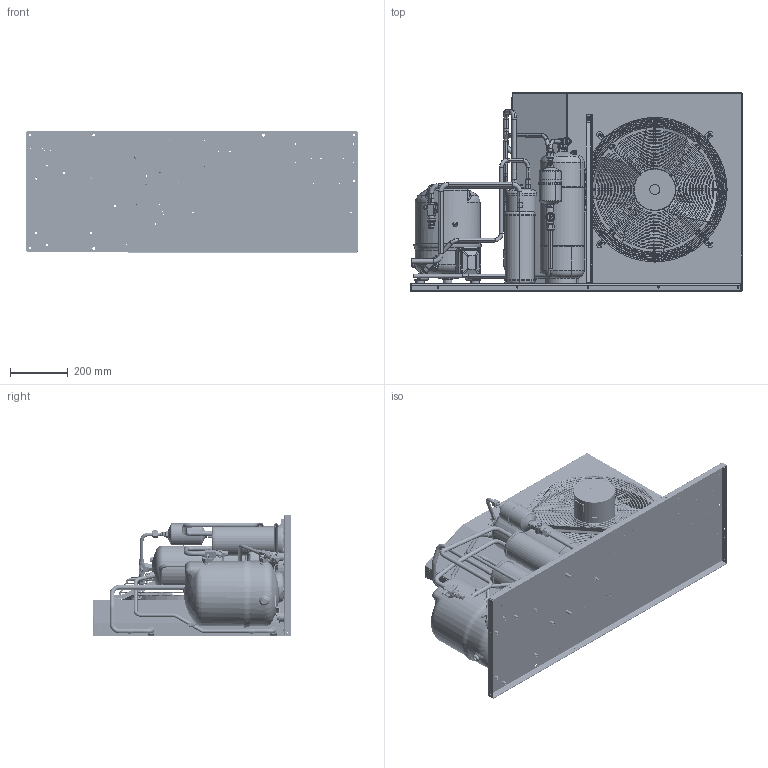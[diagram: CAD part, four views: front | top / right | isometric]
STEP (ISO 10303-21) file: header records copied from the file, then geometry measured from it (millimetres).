
FILE_DESCRIPTION (( 'STEP AP214' ), '1' );
FILE_NAME ('HJM040D.STEP', '2016-06-16T12:49:41', ( '' ), ( '' ), 'SwSTEP 2.0', 'SolidWorks 2014', '' );
FILE_SCHEMA (( 'AUTOMOTIVE_DESIGN' ));
Length unit declared in the file: millimetre
Products named in the file (26): 191U161336; 021F0138; 191U154337; 191U154327; 191U124507-B; 6804501V06 - VALV SERV V06_STANDART; 191U124507 - chinese fan proposal; 6804502V09 - VALV SERV V09_STANDART; 191U124507-A  - chinese fan proposal_suporte motor chinˆs; 191U006110; 191U137300 MOTOR 450 WEG ; 191U165547; 191U123250 XXX HASTE CONDENSADOR SLIM; COMPRESSOR DANFOSS MODELO MT18-40; hptech_450; 118U601108; 191U007710; 191U129417; 191U135720; 191U165525; 191U172947; 191U138308 450MM; 014-0075; 191U159237; 023Z8044; HJM040D
Assembly tree (26 placements, depth 4):
  HJM040D
    191U129417
    COMPRESSOR DANFOSS MODELO MT18-40
    191U006110
    6804501V06 - VALV SERV V06_STANDART  x2
    191U154337
    014-0075
    191U165525
    118U601108
    191U165547
    6804502V09 - VALV SERV V09_STANDART
    191U154327
    023Z8044
    191U172947
    191U007710
    191U123250 XXX HASTE CONDENSADOR SLIM
    191U124507 - chinese fan proposal
      191U124507-A  - chinese fan proposal_suporte motor chinˆs
      191U124507-B
      021F0138
      191U135720
        191U138308 450MM
      hptech_450
      191U137300 MOTOR 450 WEG 
    191U159237
    191U161336
Bounding box: 1150 x 688.8 x 422.4 mm (x, y, z)
Volume: 18750174.7 mm3; surface area: 6048643.4 mm2
Topology: 114 solids, 140 shells, 3532 faces, 8690 edges, 5432 vertices
Faces by surface type: cylinder 1549, plane 1079, torus 392, cone 317, bspline 191, sphere 4
Entity records: 142137 total; most frequent: CARTESIAN_POINT 46136, DIRECTION 17216, ORIENTED_EDGE 15990, EDGE_CURVE 8058, AXIS2_PLACEMENT_3D 6876, VERTEX_POINT 5047, EDGE_LOOP 3766, CIRCLE 3732
